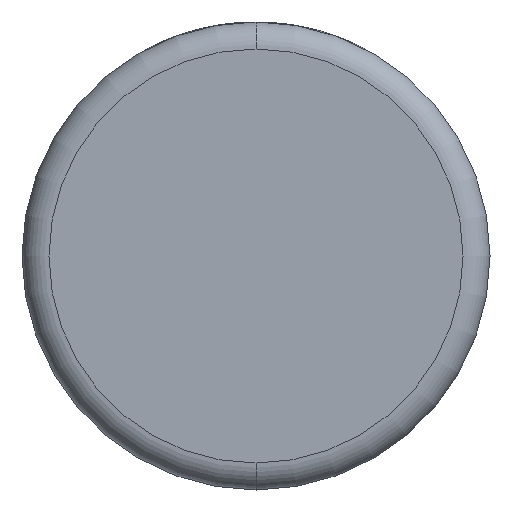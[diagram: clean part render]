
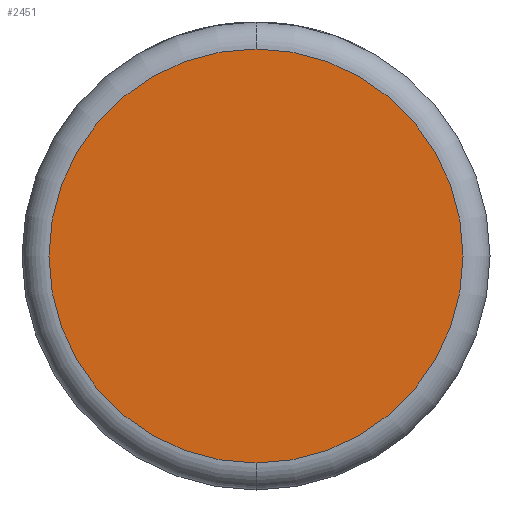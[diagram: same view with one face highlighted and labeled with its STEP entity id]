
A CAD part, front view. The second image highlights one B-rep face of the part: STEP entity #2451.
In plain terms, the highlighted planar face has unit normal (0, -1, 0).
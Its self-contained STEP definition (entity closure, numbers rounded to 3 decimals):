
#120 = VERTEX_POINT ( 'NONE', #972 ) ;
#250 = CIRCLE ( 'NONE', #3044, 18.138 ) ;
#289 = PLANE ( 'NONE',  #684 ) ;
#531 = VERTEX_POINT ( 'NONE', #1304 ) ;
#660 = EDGE_CURVE ( 'NONE', #120, #531, #250, .T. ) ;
#684 = AXIS2_PLACEMENT_3D ( 'NONE', #3337, #1864, #4824 ) ;
#774 = DIRECTION ( 'NONE',  ( 0., 0., 1. ) ) ;
#972 = CARTESIAN_POINT ( 'NONE',  ( 0., 0., -18.138 ) ) ;
#1304 = CARTESIAN_POINT ( 'NONE',  ( 0., 0., 18.138 ) ) ;
#1378 = EDGE_CURVE ( 'NONE', #531, #120, #3515, .T. ) ;
#1431 = EDGE_LOOP ( 'NONE', ( #3607, #3802 ) ) ;
#1807 = DIRECTION ( 'NONE',  ( 0., -1., 0. ) ) ;
#1822 = DIRECTION ( 'NONE',  ( 0., 0., 1. ) ) ;
#1864 = DIRECTION ( 'NONE',  ( 0., 1., 0. ) ) ;
#1869 = CARTESIAN_POINT ( 'NONE',  ( 0., 0., 0. ) ) ;
#2451 = ADVANCED_FACE ( 'NONE', ( #4136 ), #289, .F. ) ;
#2619 = DIRECTION ( 'NONE',  ( 0., -1., 0. ) ) ;
#3044 = AXIS2_PLACEMENT_3D ( 'NONE', #4061, #1807, #1822 ) ;
#3167 = AXIS2_PLACEMENT_3D ( 'NONE', #1869, #2619, #774 ) ;
#3337 = CARTESIAN_POINT ( 'NONE',  ( 0., 0., 0. ) ) ;
#3515 = CIRCLE ( 'NONE', #3167, 18.138 ) ;
#3607 = ORIENTED_EDGE ( 'NONE', *, *, #1378, .T. ) ;
#3802 = ORIENTED_EDGE ( 'NONE', *, *, #660, .T. ) ;
#4061 = CARTESIAN_POINT ( 'NONE',  ( 0., 0., 0. ) ) ;
#4136 = FACE_OUTER_BOUND ( 'NONE', #1431, .T. ) ;
#4824 = DIRECTION ( 'NONE',  ( 0., 0., 1. ) ) ;
